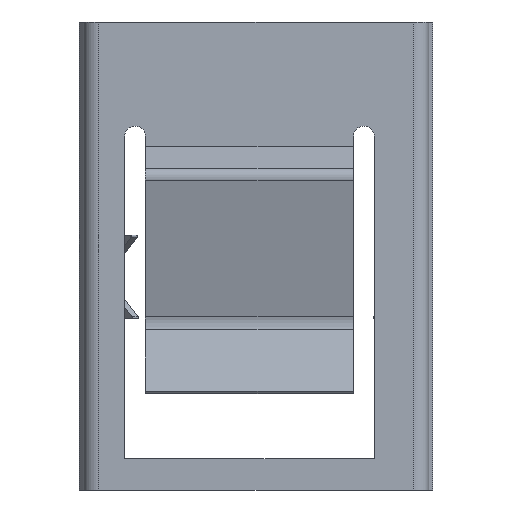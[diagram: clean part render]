
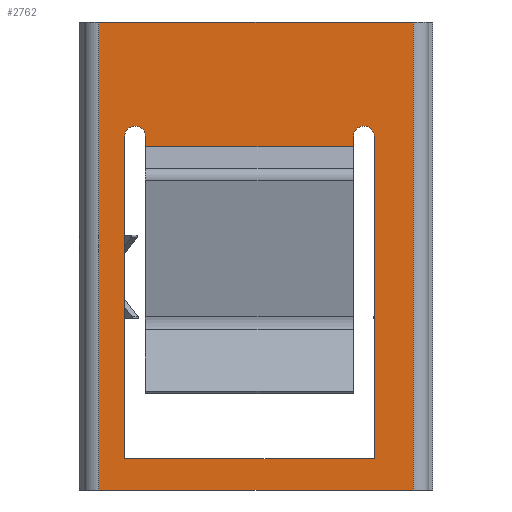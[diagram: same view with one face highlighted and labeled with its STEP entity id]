
A CAD part, front view. The second image highlights one B-rep face of the part: STEP entity #2762.
In plain terms, the highlighted planar face has unit normal (0, -1, 0).
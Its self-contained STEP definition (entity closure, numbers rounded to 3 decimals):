
#10 = CARTESIAN_POINT ( 'NONE',  ( 9.371, 0., 12.5 ) ) ;
#29 = CARTESIAN_POINT ( 'NONE',  ( -15.114, 0., -22.5 ) ) ;
#57 = VERTEX_POINT ( 'NONE', #2525 ) ;
#80 = DIRECTION ( 'NONE',  ( 1., 0., 0. ) ) ;
#100 = CIRCLE ( 'NONE', #1504, 1. ) ;
#101 = DIRECTION ( 'NONE',  ( 0., -1., 0. ) ) ;
#123 = LINE ( 'NONE', #1859, #1181 ) ;
#126 = VECTOR ( 'NONE', #541, 1000. ) ;
#150 = CARTESIAN_POINT ( 'NONE',  ( -10.629, 0., 12.5 ) ) ;
#179 = CARTESIAN_POINT ( 'NONE',  ( -15.114, 0., 0. ) ) ;
#182 = DIRECTION ( 'NONE',  ( 0., 0., -1. ) ) ;
#193 = LINE ( 'NONE', #581, #1889 ) ;
#205 = CARTESIAN_POINT ( 'NONE',  ( -33.755, 0., -22.5 ) ) ;
#279 = DIRECTION ( 'NONE',  ( 1., 0., 0. ) ) ;
#295 = VERTEX_POINT ( 'NONE', #29 ) ;
#314 = CARTESIAN_POINT ( 'NONE',  ( -11.629, 0., 11.5 ) ) ;
#334 = VERTEX_POINT ( 'NONE', #2471 ) ;
#345 = CARTESIAN_POINT ( 'NONE',  ( 15.114, 0., -22.5 ) ) ;
#364 = EDGE_LOOP ( 'NONE', ( #953, #1273, #1618, #2404 ) ) ;
#365 = LINE ( 'NONE', #179, #2074 ) ;
#436 = VECTOR ( 'NONE', #931, 1000. ) ;
#446 = EDGE_CURVE ( 'NONE', #334, #2571, #123, .T. ) ;
#467 = ORIENTED_EDGE ( 'NONE', *, *, #2360, .T. ) ;
#471 = CARTESIAN_POINT ( 'NONE',  ( -12.336, 0., 12.207 ) ) ;
#478 = LINE ( 'NONE', #205, #1907 ) ;
#539 = CARTESIAN_POINT ( 'NONE',  ( -12.629, 0., 11.5 ) ) ;
#541 = DIRECTION ( 'NONE',  ( 0., 0., 1. ) ) ;
#545 = EDGE_CURVE ( 'NONE', #2541, #295, #365, .T. ) ;
#549 = FACE_OUTER_BOUND ( 'NONE', #364, .T. ) ;
#559 = CARTESIAN_POINT ( 'NONE',  ( -10.629, 0., 10.5 ) ) ;
#581 = CARTESIAN_POINT ( 'NONE',  ( -10.629, 0., 10.5 ) ) ;
#605 = VERTEX_POINT ( 'NONE', #2605 ) ;
#659 = LINE ( 'NONE', #10, #436 ) ;
#704 = EDGE_CURVE ( 'NONE', #57, #2675, #659, .T. ) ;
#705 = VERTEX_POINT ( 'NONE', #471 ) ;
#706 = DIRECTION ( 'NONE',  ( 0., -1., 0. ) ) ;
#707 = CARTESIAN_POINT ( 'NONE',  ( -12.629, 0., -19.5 ) ) ;
#739 = ORIENTED_EDGE ( 'NONE', *, *, #704, .F. ) ;
#772 = CARTESIAN_POINT ( 'NONE',  ( 15.114, 0., 0. ) ) ;
#786 = DIRECTION ( 'NONE',  ( 0., 1., 0. ) ) ;
#807 = CARTESIAN_POINT ( 'NONE',  ( -15.114, 0., 22.5 ) ) ;
#824 = DIRECTION ( 'NONE',  ( 0.707, 0., 0.707 ) ) ;
#872 = DIRECTION ( 'NONE',  ( 0., -1., 0. ) ) ;
#931 = DIRECTION ( 'NONE',  ( 0., 0., -1. ) ) ;
#953 = ORIENTED_EDGE ( 'NONE', *, *, #2746, .F. ) ;
#969 = CIRCLE ( 'NONE', #1659, 1. ) ;
#1002 = EDGE_CURVE ( 'NONE', #2571, #2194, #1637, .T. ) ;
#1014 = DIRECTION ( 'NONE',  ( 0., -1., 0. ) ) ;
#1113 = ORIENTED_EDGE ( 'NONE', *, *, #1002, .T. ) ;
#1168 = CIRCLE ( 'NONE', #2478, 1. ) ;
#1181 = VECTOR ( 'NONE', #1224, 1000. ) ;
#1187 = LINE ( 'NONE', #2288, #2292 ) ;
#1224 = DIRECTION ( 'NONE',  ( -1., 0., 0. ) ) ;
#1235 = VERTEX_POINT ( 'NONE', #1768 ) ;
#1273 = ORIENTED_EDGE ( 'NONE', *, *, #1848, .F. ) ;
#1412 = CARTESIAN_POINT ( 'NONE',  ( 10.371, 0., 11.5 ) ) ;
#1415 = EDGE_CURVE ( 'NONE', #2200, #57, #100, .T. ) ;
#1498 = DIRECTION ( 'NONE',  ( -1., 0., 0. ) ) ;
#1504 = AXIS2_PLACEMENT_3D ( 'NONE', #1412, #1014, #2294 ) ;
#1544 = VECTOR ( 'NONE', #2737, 1000. ) ;
#1583 = VERTEX_POINT ( 'NONE', #345 ) ;
#1601 = DIRECTION ( 'NONE',  ( 0.707, 0., 0.707 ) ) ;
#1618 = ORIENTED_EDGE ( 'NONE', *, *, #545, .T. ) ;
#1630 = ORIENTED_EDGE ( 'NONE', *, *, #2473, .F. ) ;
#1637 = LINE ( 'NONE', #2306, #126 ) ;
#1659 = AXIS2_PLACEMENT_3D ( 'NONE', #1967, #872, #824 ) ;
#1681 = AXIS2_PLACEMENT_3D ( 'NONE', #2711, #706, #1601 ) ;
#1702 = ORIENTED_EDGE ( 'NONE', *, *, #1839, .T. ) ;
#1708 = EDGE_LOOP ( 'NONE', ( #1702, #2647, #1113, #1764, #2688, #467, #2872, #739, #1983, #1630 ) ) ;
#1726 = CIRCLE ( 'NONE', #1681, 1. ) ;
#1741 = EDGE_CURVE ( 'NONE', #1235, #705, #1726, .T. ) ;
#1754 = EDGE_CURVE ( 'NONE', #705, #2194, #1168, .T. ) ;
#1764 = ORIENTED_EDGE ( 'NONE', *, *, #1754, .F. ) ;
#1768 = CARTESIAN_POINT ( 'NONE',  ( -10.629, 0., 11.5 ) ) ;
#1839 = EDGE_CURVE ( 'NONE', #605, #334, #1849, .T. ) ;
#1848 = EDGE_CURVE ( 'NONE', #2541, #2384, #1187, .T. ) ;
#1849 = LINE ( 'NONE', #2092, #1544 ) ;
#1859 = CARTESIAN_POINT ( 'NONE',  ( 5.686, 0., -19.5 ) ) ;
#1862 = PLANE ( 'NONE',  #2361 ) ;
#1883 = DIRECTION ( 'NONE',  ( 0.707, 0., 0.707 ) ) ;
#1889 = VECTOR ( 'NONE', #1498, 1000. ) ;
#1892 = VERTEX_POINT ( 'NONE', #559 ) ;
#1907 = VECTOR ( 'NONE', #2692, 1000. ) ;
#1937 = LINE ( 'NONE', #150, #2736 ) ;
#1967 = CARTESIAN_POINT ( 'NONE',  ( 10.371, 0., 11.5 ) ) ;
#1983 = ORIENTED_EDGE ( 'NONE', *, *, #1415, .F. ) ;
#1992 = VECTOR ( 'NONE', #2093, 1000. ) ;
#2031 = EDGE_CURVE ( 'NONE', #295, #1583, #478, .T. ) ;
#2074 = VECTOR ( 'NONE', #2806, 1000. ) ;
#2092 = CARTESIAN_POINT ( 'NONE',  ( 11.371, 0., 6.25 ) ) ;
#2093 = DIRECTION ( 'NONE',  ( 0., 0., -1. ) ) ;
#2194 = VERTEX_POINT ( 'NONE', #539 ) ;
#2200 = VERTEX_POINT ( 'NONE', #2285 ) ;
#2285 = CARTESIAN_POINT ( 'NONE',  ( 9.664, 0., 12.207 ) ) ;
#2288 = CARTESIAN_POINT ( 'NONE',  ( -33.755, 0., 22.5 ) ) ;
#2292 = VECTOR ( 'NONE', #279, 1000. ) ;
#2294 = DIRECTION ( 'NONE',  ( 0.707, 0., 0.707 ) ) ;
#2306 = CARTESIAN_POINT ( 'NONE',  ( -12.629, 0., -9.75 ) ) ;
#2313 = LINE ( 'NONE', #772, #1992 ) ;
#2340 = CARTESIAN_POINT ( 'NONE',  ( 0., 0., 0. ) ) ;
#2360 = EDGE_CURVE ( 'NONE', #1235, #1892, #1937, .T. ) ;
#2361 = AXIS2_PLACEMENT_3D ( 'NONE', #2340, #786, #80 ) ;
#2376 = CARTESIAN_POINT ( 'NONE',  ( 15.114, 0., 22.5 ) ) ;
#2384 = VERTEX_POINT ( 'NONE', #2376 ) ;
#2404 = ORIENTED_EDGE ( 'NONE', *, *, #2031, .T. ) ;
#2456 = EDGE_CURVE ( 'NONE', #2675, #1892, #193, .T. ) ;
#2471 = CARTESIAN_POINT ( 'NONE',  ( 11.371, 0., -19.5 ) ) ;
#2473 = EDGE_CURVE ( 'NONE', #605, #2200, #969, .T. ) ;
#2478 = AXIS2_PLACEMENT_3D ( 'NONE', #314, #101, #1883 ) ;
#2515 = CARTESIAN_POINT ( 'NONE',  ( 9.371, 0., 10.5 ) ) ;
#2525 = CARTESIAN_POINT ( 'NONE',  ( 9.371, 0., 11.5 ) ) ;
#2541 = VERTEX_POINT ( 'NONE', #807 ) ;
#2571 = VERTEX_POINT ( 'NONE', #707 ) ;
#2605 = CARTESIAN_POINT ( 'NONE',  ( 11.371, 0., 11.5 ) ) ;
#2647 = ORIENTED_EDGE ( 'NONE', *, *, #446, .T. ) ;
#2675 = VERTEX_POINT ( 'NONE', #2515 ) ;
#2688 = ORIENTED_EDGE ( 'NONE', *, *, #1741, .F. ) ;
#2692 = DIRECTION ( 'NONE',  ( 1., 0., 0. ) ) ;
#2711 = CARTESIAN_POINT ( 'NONE',  ( -11.629, 0., 11.5 ) ) ;
#2736 = VECTOR ( 'NONE', #182, 1000. ) ;
#2737 = DIRECTION ( 'NONE',  ( 0., 0., -1. ) ) ;
#2746 = EDGE_CURVE ( 'NONE', #2384, #1583, #2313, .T. ) ;
#2762 = ADVANCED_FACE ( 'NONE', ( #549, #2788 ), #1862, .F. ) ;
#2788 = FACE_BOUND ( 'NONE', #1708, .T. ) ;
#2806 = DIRECTION ( 'NONE',  ( 0., 0., -1. ) ) ;
#2872 = ORIENTED_EDGE ( 'NONE', *, *, #2456, .F. ) ;
